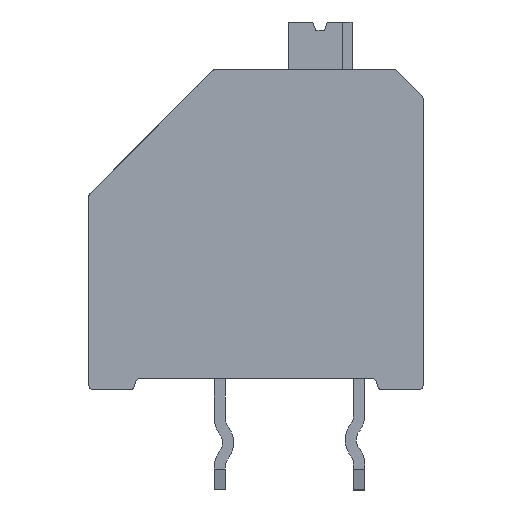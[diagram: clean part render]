
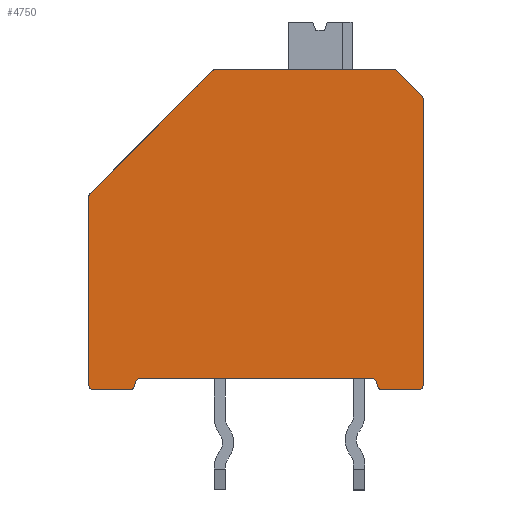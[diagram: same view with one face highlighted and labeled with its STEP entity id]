
A CAD part, front view. The second image highlights one B-rep face of the part: STEP entity #4750.
In plain terms, the highlighted planar face has unit normal (0, -1, 0).
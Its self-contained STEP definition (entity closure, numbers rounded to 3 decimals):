
#199=CIRCLE('',#5032,0.17);
#200=CIRCLE('',#5035,0.17);
#201=CIRCLE('',#5037,0.17);
#202=CIRCLE('',#5039,0.17);
#203=CIRCLE('',#5042,0.17);
#204=CIRCLE('',#5047,0.17);
#205=CIRCLE('',#5051,0.17);
#206=CIRCLE('',#5053,0.17);
#207=CIRCLE('',#5055,0.17);
#208=CIRCLE('',#5060,0.17);
#867=ORIENTED_EDGE('',*,*,#1572,.F.);
#868=ORIENTED_EDGE('',*,*,#1580,.T.);
#869=ORIENTED_EDGE('',*,*,#1590,.T.);
#870=ORIENTED_EDGE('',*,*,#1584,.F.);
#871=ORIENTED_EDGE('',*,*,#1610,.T.);
#872=ORIENTED_EDGE('',*,*,#1606,.F.);
#873=ORIENTED_EDGE('',*,*,#1608,.T.);
#874=ORIENTED_EDGE('',*,*,#1582,.T.);
#875=ORIENTED_EDGE('',*,*,#1578,.F.);
#876=ORIENTED_EDGE('',*,*,#1596,.T.);
#877=ORIENTED_EDGE('',*,*,#1601,.T.);
#878=ORIENTED_EDGE('',*,*,#1575,.T.);
#879=ORIENTED_EDGE('',*,*,#1587,.F.);
#880=ORIENTED_EDGE('',*,*,#1603,.T.);
#881=ORIENTED_EDGE('',*,*,#1613,.T.);
#882=ORIENTED_EDGE('',*,*,#1618,.T.);
#883=ORIENTED_EDGE('',*,*,#1598,.F.);
#884=ORIENTED_EDGE('',*,*,#1604,.T.);
#885=ORIENTED_EDGE('',*,*,#1594,.T.);
#886=ORIENTED_EDGE('',*,*,#1589,.T.);
#1572=EDGE_CURVE('',#1995,#1994,#2303,.T.);
#1575=EDGE_CURVE('',#1996,#1997,#199,.T.);
#1578=EDGE_CURVE('',#1999,#1998,#2308,.T.);
#1580=EDGE_CURVE('',#1995,#2000,#200,.T.);
#1582=EDGE_CURVE('',#2001,#1998,#201,.T.);
#1584=EDGE_CURVE('',#2002,#2003,#202,.T.);
#1587=EDGE_CURVE('',#2004,#1997,#2314,.T.);
#1589=EDGE_CURVE('',#2005,#1994,#203,.T.);
#1590=EDGE_CURVE('',#2000,#2003,#2316,.T.);
#1594=EDGE_CURVE('',#2006,#2005,#2320,.T.);
#1596=EDGE_CURVE('',#1999,#2007,#204,.T.);
#1598=EDGE_CURVE('',#2008,#2009,#2323,.T.);
#1601=EDGE_CURVE('',#2007,#1996,#2326,.T.);
#1603=EDGE_CURVE('',#2004,#2011,#205,.T.);
#1604=EDGE_CURVE('',#2008,#2006,#206,.T.);
#1606=EDGE_CURVE('',#2012,#2013,#207,.T.);
#1608=EDGE_CURVE('',#2012,#2001,#2330,.T.);
#1610=EDGE_CURVE('',#2002,#2013,#2332,.T.);
#1613=EDGE_CURVE('',#2011,#2015,#2335,.T.);
#1618=EDGE_CURVE('',#2015,#2009,#208,.T.);
#1994=VERTEX_POINT('',#6828);
#1995=VERTEX_POINT('',#6830);
#1996=VERTEX_POINT('',#6834);
#1997=VERTEX_POINT('',#6836);
#1998=VERTEX_POINT('',#6840);
#1999=VERTEX_POINT('',#6842);
#2000=VERTEX_POINT('',#6846);
#2001=VERTEX_POINT('',#6850);
#2002=VERTEX_POINT('',#6854);
#2003=VERTEX_POINT('',#6856);
#2004=VERTEX_POINT('',#6860);
#2005=VERTEX_POINT('',#6864);
#2006=VERTEX_POINT('',#6873);
#2007=VERTEX_POINT('',#6877);
#2008=VERTEX_POINT('',#6881);
#2009=VERTEX_POINT('',#6883);
#2011=VERTEX_POINT('',#6891);
#2012=VERTEX_POINT('',#6897);
#2013=VERTEX_POINT('',#6899);
#2015=VERTEX_POINT('',#6910);
#2303=LINE('',#6831,#2637);
#2308=LINE('',#6843,#2642);
#2314=LINE('',#6861,#2648);
#2316=LINE('',#6867,#2650);
#2320=LINE('',#6874,#2654);
#2323=LINE('',#6882,#2657);
#2326=LINE('',#6888,#2660);
#2330=LINE('',#6902,#2664);
#2332=LINE('',#6905,#2666);
#2335=LINE('',#6911,#2669);
#2637=VECTOR('',#5747,1000.);
#2642=VECTOR('',#5758,1000.);
#2648=VECTOR('',#5778,1000.);
#2650=VECTOR('',#5786,1000.);
#2654=VECTOR('',#5794,1000.);
#2657=VECTOR('',#5803,1000.);
#2660=VECTOR('',#5808,1000.);
#2664=VECTOR('',#5826,1000.);
#2666=VECTOR('',#5830,1000.);
#2669=VECTOR('',#5835,1000.);
#2927=EDGE_LOOP('',(#867,#868,#869,#870,#871,#872,#873,#874,#875,#876,#877,
#878,#879,#880,#881,#882,#883,#884,#885,#886));
#3129=FACE_BOUND('',#2927,.T.);
#3269=PLANE('',#5059);
#4750=ADVANCED_FACE('',(#3129),#3269,.T.);
#5032=AXIS2_PLACEMENT_3D('',#6837,#5752,#5753);
#5035=AXIS2_PLACEMENT_3D('',#6847,#5762,#5763);
#5037=AXIS2_PLACEMENT_3D('',#6851,#5767,#5768);
#5039=AXIS2_PLACEMENT_3D('',#6855,#5772,#5773);
#5042=AXIS2_PLACEMENT_3D('',#6865,#5782,#5783);
#5047=AXIS2_PLACEMENT_3D('',#6878,#5798,#5799);
#5051=AXIS2_PLACEMENT_3D('',#6892,#5812,#5813);
#5053=AXIS2_PLACEMENT_3D('',#6894,#5816,#5817);
#5055=AXIS2_PLACEMENT_3D('',#6898,#5821,#5822);
#5059=AXIS2_PLACEMENT_3D('',#6918,#5840,#5841);
#5060=AXIS2_PLACEMENT_3D('',#6919,#5842,#5843);
#5747=DIRECTION('',(-1.,0.,0.));
#5752=DIRECTION('',(0.,-1.,0.));
#5753=DIRECTION('',(0.,0.,-1.));
#5758=DIRECTION('',(-1.,0.,0.));
#5762=DIRECTION('',(0.,-1.,0.));
#5763=DIRECTION('',(0.,0.,-1.));
#5767=DIRECTION('',(0.,-1.,0.));
#5768=DIRECTION('',(0.,0.,-1.));
#5772=DIRECTION('',(0.,-1.,0.));
#5773=DIRECTION('',(0.,0.,-1.));
#5778=DIRECTION('',(0.707,0.,-0.707));
#5782=DIRECTION('',(0.,-1.,0.));
#5783=DIRECTION('',(0.,0.,-1.));
#5786=DIRECTION('',(0.259,0.,0.966));
#5794=DIRECTION('',(0.,0.,-1.));
#5798=DIRECTION('',(0.,-1.,0.));
#5799=DIRECTION('',(0.,0.,-1.));
#5803=DIRECTION('',(0.707,0.,0.707));
#5808=DIRECTION('',(0.,0.,1.));
#5812=DIRECTION('',(0.,-1.,0.));
#5813=DIRECTION('',(0.,0.,-1.));
#5816=DIRECTION('',(0.,-1.,0.));
#5817=DIRECTION('',(0.,0.,-1.));
#5821=DIRECTION('',(0.,-1.,0.));
#5822=DIRECTION('',(0.,0.,-1.));
#5826=DIRECTION('',(0.259,0.,-0.966));
#5830=DIRECTION('',(1.,0.,0.));
#5835=DIRECTION('',(-1.,0.,0.));
#5840=DIRECTION('',(0.,-1.,0.));
#5841=DIRECTION('',(0.,0.,-1.));
#5842=DIRECTION('',(0.,-1.,0.));
#5843=DIRECTION('',(0.,0.,-1.));
#6828=CARTESIAN_POINT('',(0.17,-5.31,-0.17));
#6830=CARTESIAN_POINT('',(1.47,-5.31,-0.17));
#6831=CARTESIAN_POINT('',(6.,-5.31,-0.17));
#6834=CARTESIAN_POINT('',(12.,-5.31,10.26));
#6836=CARTESIAN_POINT('',(11.95,-5.31,10.38));
#6837=CARTESIAN_POINT('',(11.83,-5.31,10.26));
#6840=CARTESIAN_POINT('',(10.53,-5.31,-0.17));
#6842=CARTESIAN_POINT('',(11.83,-5.31,-0.17));
#6843=CARTESIAN_POINT('',(6.,-5.31,-0.17));
#6846=CARTESIAN_POINT('',(1.634,-5.31,-0.044));
#6847=CARTESIAN_POINT('',(1.47,-5.31,0.));
#6850=CARTESIAN_POINT('',(10.366,-5.31,-0.044));
#6851=CARTESIAN_POINT('',(10.53,-5.31,0.));
#6854=CARTESIAN_POINT('',(1.838,-5.31,0.23));
#6855=CARTESIAN_POINT('',(1.838,-5.31,0.06));
#6856=CARTESIAN_POINT('',(1.673,-5.31,0.104));
#6860=CARTESIAN_POINT('',(11.05,-5.31,11.28));
#6861=CARTESIAN_POINT('',(11.5,-5.31,10.83));
#6864=CARTESIAN_POINT('',(0.,-5.31,0.));
#6865=CARTESIAN_POINT('',(0.17,-5.31,0.));
#6867=CARTESIAN_POINT('',(1.707,-5.31,0.23));
#6873=CARTESIAN_POINT('',(0.,-5.31,6.76));
#6874=CARTESIAN_POINT('',(0.,-5.31,13.03));
#6877=CARTESIAN_POINT('',(12.,-5.31,0.));
#6878=CARTESIAN_POINT('',(11.83,-5.31,0.));
#6881=CARTESIAN_POINT('',(0.05,-5.31,6.88));
#6882=CARTESIAN_POINT('',(1.847,-5.31,8.677));
#6883=CARTESIAN_POINT('',(4.45,-5.31,11.28));
#6888=CARTESIAN_POINT('',(12.,-5.31,-3.77));
#6891=CARTESIAN_POINT('',(10.93,-5.31,11.33));
#6892=CARTESIAN_POINT('',(10.93,-5.31,11.16));
#6894=CARTESIAN_POINT('',(0.17,-5.31,6.76));
#6897=CARTESIAN_POINT('',(10.327,-5.31,0.104));
#6898=CARTESIAN_POINT('',(10.162,-5.31,0.06));
#6899=CARTESIAN_POINT('',(10.162,-5.31,0.23));
#6902=CARTESIAN_POINT('',(10.774,-5.31,-1.566));
#6905=CARTESIAN_POINT('',(10.493,-5.31,0.23));
#6910=CARTESIAN_POINT('',(4.57,-5.31,11.33));
#6911=CARTESIAN_POINT('',(12.,-5.31,11.33));
#6918=CARTESIAN_POINT('',(0.,-5.31,0.));
#6919=CARTESIAN_POINT('',(4.57,-5.31,11.16));
